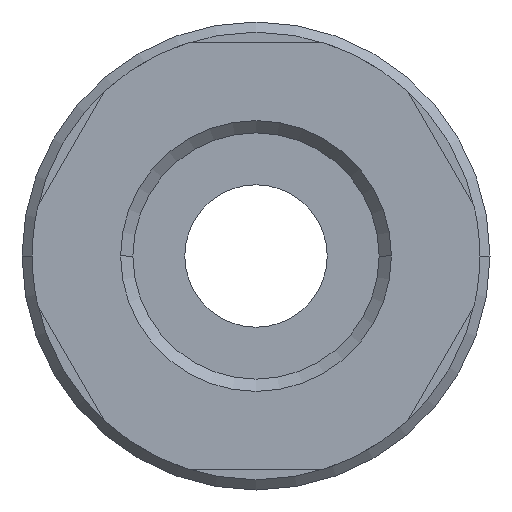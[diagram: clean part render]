
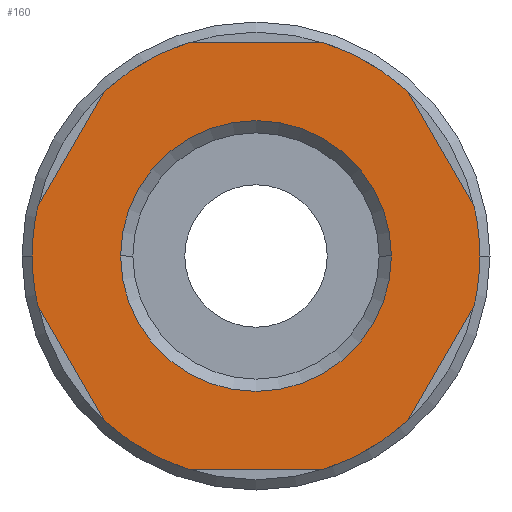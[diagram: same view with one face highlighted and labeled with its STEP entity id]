
A CAD part, front view. The second image highlights one B-rep face of the part: STEP entity #160.
In plain terms, the highlighted planar face has unit normal (0, -1, 0).
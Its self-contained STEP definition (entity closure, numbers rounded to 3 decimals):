
#160=ADVANCED_FACE('',(#369,#370),#371,.T.);
#369=FACE_BOUND('',#626,.T.);
#370=FACE_OUTER_BOUND('',#627,.T.);
#371=PLANE('',#628);
#626=EDGE_LOOP('',(#1023,#1024));
#627=EDGE_LOOP('',(#1025,#1026,#1027,#1028,#1029,#1030,#1031,#1032,#1033,#1034,#1035,#1036,#1037,#1038));
#628=AXIS2_PLACEMENT_3D('',#1039,#1040,#1041);
#1023=ORIENTED_EDGE('',*,*,#1596,.T.);
#1024=ORIENTED_EDGE('',*,*,#1597,.T.);
#1025=ORIENTED_EDGE('',*,*,#1598,.F.);
#1026=ORIENTED_EDGE('',*,*,#1523,.F.);
#1027=ORIENTED_EDGE('',*,*,#1593,.F.);
#1028=ORIENTED_EDGE('',*,*,#1545,.F.);
#1029=ORIENTED_EDGE('',*,*,#1599,.F.);
#1030=ORIENTED_EDGE('',*,*,#1600,.F.);
#1031=ORIENTED_EDGE('',*,*,#1601,.F.);
#1032=ORIENTED_EDGE('',*,*,#1602,.F.);
#1033=ORIENTED_EDGE('',*,*,#1603,.F.);
#1034=ORIENTED_EDGE('',*,*,#1554,.F.);
#1035=ORIENTED_EDGE('',*,*,#1579,.F.);
#1036=ORIENTED_EDGE('',*,*,#1604,.F.);
#1037=ORIENTED_EDGE('',*,*,#1605,.F.);
#1038=ORIENTED_EDGE('',*,*,#1561,.F.);
#1039=CARTESIAN_POINT('',(5.5,0.0,0.0));
#1040=DIRECTION('',(-0.0,-1.0,-0.0));
#1041=DIRECTION('',(-1.0,0.0,0.0));
#1523=EDGE_CURVE('',#1823,#1819,#1825,.T.);
#1545=EDGE_CURVE('',#1857,#1853,#1859,.T.);
#1554=EDGE_CURVE('',#1871,#1873,#1874,.T.);
#1561=EDGE_CURVE('',#1884,#1880,#1886,.T.);
#1579=EDGE_CURVE('',#1908,#1871,#1910,.T.);
#1593=EDGE_CURVE('',#1853,#1823,#1931,.T.);
#1596=EDGE_CURVE('',#1934,#1935,#1936,.T.);
#1597=EDGE_CURVE('',#1935,#1934,#1937,.T.);
#1598=EDGE_CURVE('',#1819,#1884,#1938,.T.);
#1599=EDGE_CURVE('',#1939,#1857,#1940,.T.);
#1600=EDGE_CURVE('',#1941,#1939,#1942,.T.);
#1601=EDGE_CURVE('',#1943,#1941,#1944,.T.);
#1602=EDGE_CURVE('',#1945,#1943,#1946,.T.);
#1603=EDGE_CURVE('',#1873,#1945,#1947,.T.);
#1604=EDGE_CURVE('',#1948,#1908,#1949,.T.);
#1605=EDGE_CURVE('',#1880,#1948,#1950,.T.);
#1819=VERTEX_POINT('',#2329);
#1823=VERTEX_POINT('',#2334);
#1825=CIRCLE('',#2337,11.0);
#1853=VERTEX_POINT('',#2367);
#1857=VERTEX_POINT('',#2372);
#1859=CIRCLE('',#2375,11.0);
#1871=VERTEX_POINT('',#2387);
#1873=VERTEX_POINT('',#2390);
#1874=LINE('',#2391,#2392);
#1880=VERTEX_POINT('',#2400);
#1884=VERTEX_POINT('',#2405);
#1886=CIRCLE('',#2408,11.0);
#1908=VERTEX_POINT('',#2519);
#1910=CIRCLE('',#2522,11.0);
#1931=LINE('',#2547,#2548);
#1934=VERTEX_POINT('',#2552);
#1935=VERTEX_POINT('',#2553);
#1936=CIRCLE('',#2554,6.655);
#1937=CIRCLE('',#2555,6.655);
#1938=LINE('',#2556,#2557);
#1939=VERTEX_POINT('',#2558);
#1940=LINE('',#2559,#2560);
#1941=VERTEX_POINT('',#2561);
#1942=CIRCLE('',#2562,11.0);
#1943=VERTEX_POINT('',#2563);
#1944=CIRCLE('',#2564,11.0);
#1945=VERTEX_POINT('',#2565);
#1946=LINE('',#2566,#2567);
#1947=CIRCLE('',#2568,11.0);
#1948=VERTEX_POINT('',#2569);
#1949=LINE('',#2570,#2571);
#1950=CIRCLE('',#2572,11.0);
#2329=CARTESIAN_POINT('',(-7.454,0.0,-8.089));
#2334=CARTESIAN_POINT('',(-3.279,0.0,-10.5));
#2337=AXIS2_PLACEMENT_3D('',#2866,#2867,#2868);
#2367=CARTESIAN_POINT('',(3.279,0.0,-10.5));
#2372=CARTESIAN_POINT('',(7.454,0.0,-8.089));
#2375=AXIS2_PLACEMENT_3D('',#2912,#2913,#2914);
#2387=CARTESIAN_POINT('',(-3.279,0.0,10.5));
#2390=CARTESIAN_POINT('',(3.279,0.0,10.5));
#2391=CARTESIAN_POINT('',(2.75,0.0,10.5));
#2392=VECTOR('',#2931,1.0);
#2400=CARTESIAN_POINT('',(-11.0,0.0,0.));
#2405=CARTESIAN_POINT('',(-10.733,0.0,-2.411));
#2408=AXIS2_PLACEMENT_3D('',#2939,#2940,#2941);
#2519=CARTESIAN_POINT('',(-7.454,0.0,8.089));
#2522=AXIS2_PLACEMENT_3D('',#2950,#2951,#2952);
#2547=CARTESIAN_POINT('',(2.75,0.0,-10.5));
#2548=VECTOR('',#2972,1.0);
#2552=CARTESIAN_POINT('',(-6.655,0.0,0.));
#2553=CARTESIAN_POINT('',(6.655,0.0,0.));
#2554=AXIS2_PLACEMENT_3D('',#2974,#2975,#2976);
#2555=AXIS2_PLACEMENT_3D('',#2977,#2978,#2979);
#2556=CARTESIAN_POINT('',(-8.406,0.0,-6.441));
#2557=VECTOR('',#2980,1.0);
#2558=CARTESIAN_POINT('',(10.733,0.0,-2.411));
#2559=CARTESIAN_POINT('',(9.781,0.0,-4.059));
#2560=VECTOR('',#2981,1.0);
#2561=CARTESIAN_POINT('',(11.0,0.0,0.));
#2562=AXIS2_PLACEMENT_3D('',#2982,#2983,#2984);
#2563=CARTESIAN_POINT('',(10.733,0.0,2.411));
#2564=AXIS2_PLACEMENT_3D('',#2985,#2986,#2987);
#2565=CARTESIAN_POINT('',(7.454,0.0,8.089));
#2566=CARTESIAN_POINT('',(9.781,0.0,4.059));
#2567=VECTOR('',#2988,1.0);
#2568=AXIS2_PLACEMENT_3D('',#2989,#2990,#2991);
#2569=CARTESIAN_POINT('',(-10.733,0.0,2.411));
#2570=CARTESIAN_POINT('',(-8.406,0.0,6.441));
#2571=VECTOR('',#2992,1.0);
#2572=AXIS2_PLACEMENT_3D('',#2993,#2994,#2995);
#2866=CARTESIAN_POINT('',(0.0,0.0,0.0));
#2867=DIRECTION('',(-0.0,1.0,0.0));
#2868=DIRECTION('',(1.0,0.0,0.0));
#2912=CARTESIAN_POINT('',(0.0,0.0,0.0));
#2913=DIRECTION('',(-0.0,1.0,0.0));
#2914=DIRECTION('',(1.0,0.0,0.0));
#2931=DIRECTION('',(1.0,-0.0,0.));
#2939=CARTESIAN_POINT('',(0.0,0.0,0.0));
#2940=DIRECTION('',(-0.0,1.0,0.0));
#2941=DIRECTION('',(1.0,0.0,0.0));
#2950=CARTESIAN_POINT('',(0.0,0.0,0.0));
#2951=DIRECTION('',(-0.0,1.0,0.0));
#2952=DIRECTION('',(1.0,0.0,0.0));
#2972=DIRECTION('',(-1.0,0.0,0.0));
#2974=CARTESIAN_POINT('',(0.0,0.0,0.0));
#2975=DIRECTION('',(-0.0,1.0,0.0));
#2976=DIRECTION('',(1.0,0.0,0.0));
#2977=CARTESIAN_POINT('',(0.0,0.0,0.0));
#2978=DIRECTION('',(-0.0,1.0,0.0));
#2979=DIRECTION('',(1.0,0.0,0.0));
#2980=DIRECTION('',(-0.5,0.0,0.866));
#2981=DIRECTION('',(-0.5,0.0,-0.866));
#2982=CARTESIAN_POINT('',(0.0,0.0,0.0));
#2983=DIRECTION('',(-0.0,1.0,0.0));
#2984=DIRECTION('',(1.0,0.0,0.0));
#2985=CARTESIAN_POINT('',(0.0,0.0,0.0));
#2986=DIRECTION('',(-0.0,1.0,0.0));
#2987=DIRECTION('',(1.0,0.0,0.0));
#2988=DIRECTION('',(0.5,0.0,-0.866));
#2989=CARTESIAN_POINT('',(0.0,0.0,0.0));
#2990=DIRECTION('',(-0.0,1.0,0.0));
#2991=DIRECTION('',(1.0,0.0,0.0));
#2992=DIRECTION('',(0.5,-0.0,0.866));
#2993=CARTESIAN_POINT('',(0.0,0.0,0.0));
#2994=DIRECTION('',(-0.0,1.0,0.0));
#2995=DIRECTION('',(1.0,0.0,0.0));
